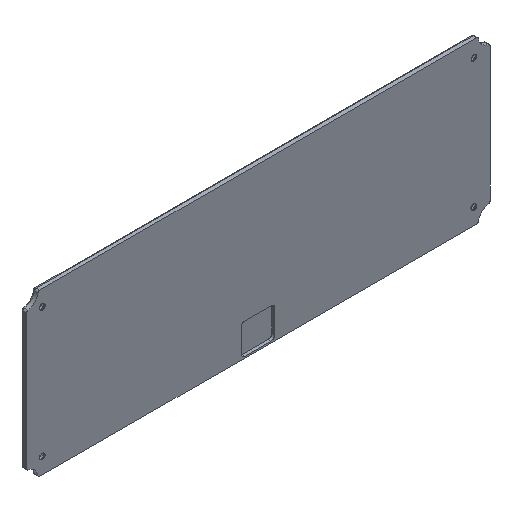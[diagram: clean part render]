
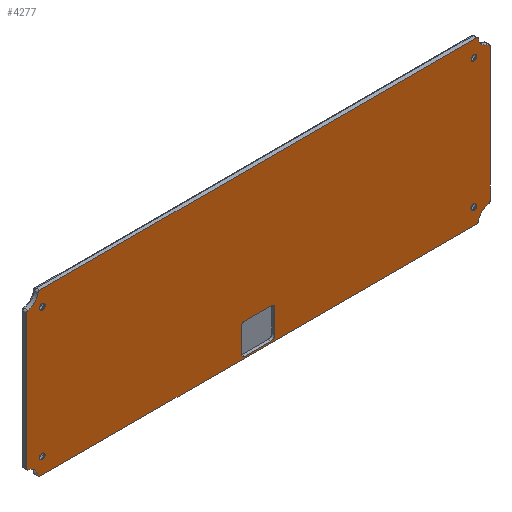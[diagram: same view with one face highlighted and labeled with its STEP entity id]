
A CAD part, isometric view. The second image highlights one B-rep face of the part: STEP entity #4277.
In plain terms, the highlighted planar face has unit normal (0, -1, 0).
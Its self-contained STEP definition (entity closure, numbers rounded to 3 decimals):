
#199=FACE_BOUND('',#744,.T.);
#200=FACE_BOUND('',#745,.T.);
#201=FACE_BOUND('',#746,.T.);
#202=FACE_BOUND('',#747,.T.);
#203=FACE_BOUND('',#748,.T.);
#244=CIRCLE('',#4462,1.);
#245=CIRCLE('',#4464,6.6);
#246=CIRCLE('',#4466,1.);
#247=CIRCLE('',#4469,1.);
#248=CIRCLE('',#4471,6.6);
#249=CIRCLE('',#4473,1.);
#250=CIRCLE('',#4476,1.);
#251=CIRCLE('',#4478,6.6);
#252=CIRCLE('',#4480,1.);
#253=CIRCLE('',#4482,1.);
#254=CIRCLE('',#4484,1.);
#255=CIRCLE('',#4486,1.5);
#257=CIRCLE('',#4489,1.5);
#259=CIRCLE('',#4492,1.5);
#261=CIRCLE('',#4495,1.5);
#263=CIRCLE('',#4502,6.6);
#264=CIRCLE('',#4503,2.);
#265=CIRCLE('',#4504,2.);
#266=CIRCLE('',#4505,2.);
#267=CIRCLE('',#4506,2.);
#351=PLANE('',#4501);
#496=FACE_OUTER_BOUND('',#743,.T.);
#743=EDGE_LOOP('',(#3338,#3339,#3340,#3341,#3342,#3343,#3344,#3345,#3346,
#3347,#3348,#3349,#3350,#3351,#3352,#3353));
#744=EDGE_LOOP('',(#3354));
#745=EDGE_LOOP('',(#3355));
#746=EDGE_LOOP('',(#3356));
#747=EDGE_LOOP('',(#3357));
#748=EDGE_LOOP('',(#3358,#3359,#3360,#3361,#3362,#3363,#3364,#3365));
#1026=LINE('',#6729,#1336);
#1031=LINE('',#6745,#1341);
#1047=LINE('',#6803,#1357);
#1048=LINE('',#6805,#1358);
#1049=LINE('',#6808,#1359);
#1050=LINE('',#6812,#1360);
#1051=LINE('',#6816,#1361);
#1052=LINE('',#6820,#1362);
#1336=VECTOR('',#4857,1000.);
#1341=VECTOR('',#4876,1000.);
#1357=VECTOR('',#4946,1000.);
#1358=VECTOR('',#4949,1000.);
#1359=VECTOR('',#4950,1000.);
#1360=VECTOR('',#4953,1000.);
#1361=VECTOR('',#4956,1000.);
#1362=VECTOR('',#4959,1000.);
#1828=VERTEX_POINT('',#6713);
#1829=VERTEX_POINT('',#6715);
#1830=VERTEX_POINT('',#6719);
#1831=VERTEX_POINT('',#6723);
#1832=VERTEX_POINT('',#6727);
#1833=VERTEX_POINT('',#6731);
#1834=VERTEX_POINT('',#6735);
#1835=VERTEX_POINT('',#6739);
#1836=VERTEX_POINT('',#6743);
#1837=VERTEX_POINT('',#6747);
#1838=VERTEX_POINT('',#6751);
#1839=VERTEX_POINT('',#6755);
#1840=VERTEX_POINT('',#6757);
#1841=VERTEX_POINT('',#6761);
#1842=VERTEX_POINT('',#6763);
#1843=VERTEX_POINT('',#6767);
#1844=VERTEX_POINT('',#6771);
#1846=VERTEX_POINT('',#6777);
#1848=VERTEX_POINT('',#6783);
#1850=VERTEX_POINT('',#6789);
#1852=VERTEX_POINT('',#6806);
#1853=VERTEX_POINT('',#6807);
#1854=VERTEX_POINT('',#6809);
#1855=VERTEX_POINT('',#6811);
#1856=VERTEX_POINT('',#6813);
#1857=VERTEX_POINT('',#6815);
#1858=VERTEX_POINT('',#6817);
#1859=VERTEX_POINT('',#6819);
#2346=EDGE_CURVE('',#1829,#1828,#244,.T.);
#2349=EDGE_CURVE('',#1830,#1828,#245,.T.);
#2351=EDGE_CURVE('',#1830,#1831,#246,.T.);
#2353=EDGE_CURVE('',#1831,#1832,#1026,.T.);
#2355=EDGE_CURVE('',#1832,#1833,#247,.T.);
#2357=EDGE_CURVE('',#1833,#1834,#248,.T.);
#2359=EDGE_CURVE('',#1834,#1835,#249,.T.);
#2361=EDGE_CURVE('',#1836,#1835,#1031,.T.);
#2363=EDGE_CURVE('',#1836,#1837,#250,.T.);
#2365=EDGE_CURVE('',#1838,#1837,#251,.T.);
#2367=EDGE_CURVE('',#1840,#1839,#252,.T.);
#2370=EDGE_CURVE('',#1842,#1841,#253,.T.);
#2373=EDGE_CURVE('',#1838,#1843,#254,.T.);
#2374=EDGE_CURVE('',#1844,#1844,#255,.T.);
#2377=EDGE_CURVE('',#1846,#1846,#257,.T.);
#2380=EDGE_CURVE('',#1848,#1848,#259,.T.);
#2383=EDGE_CURVE('',#1850,#1850,#261,.T.);
#2390=EDGE_CURVE('',#1842,#1843,#1047,.T.);
#2391=EDGE_CURVE('',#1841,#1840,#263,.T.);
#2392=EDGE_CURVE('',#1839,#1829,#1048,.T.);
#2393=EDGE_CURVE('',#1852,#1853,#1049,.T.);
#2394=EDGE_CURVE('',#1852,#1854,#264,.T.);
#2395=EDGE_CURVE('',#1855,#1854,#1050,.T.);
#2396=EDGE_CURVE('',#1855,#1856,#265,.T.);
#2397=EDGE_CURVE('',#1857,#1856,#1051,.T.);
#2398=EDGE_CURVE('',#1857,#1858,#266,.T.);
#2399=EDGE_CURVE('',#1859,#1858,#1052,.T.);
#2400=EDGE_CURVE('',#1859,#1853,#267,.T.);
#3338=ORIENTED_EDGE('',*,*,#2365,.F.);
#3339=ORIENTED_EDGE('',*,*,#2373,.T.);
#3340=ORIENTED_EDGE('',*,*,#2390,.F.);
#3341=ORIENTED_EDGE('',*,*,#2370,.T.);
#3342=ORIENTED_EDGE('',*,*,#2391,.T.);
#3343=ORIENTED_EDGE('',*,*,#2367,.T.);
#3344=ORIENTED_EDGE('',*,*,#2392,.T.);
#3345=ORIENTED_EDGE('',*,*,#2346,.T.);
#3346=ORIENTED_EDGE('',*,*,#2349,.F.);
#3347=ORIENTED_EDGE('',*,*,#2351,.T.);
#3348=ORIENTED_EDGE('',*,*,#2353,.T.);
#3349=ORIENTED_EDGE('',*,*,#2355,.T.);
#3350=ORIENTED_EDGE('',*,*,#2357,.T.);
#3351=ORIENTED_EDGE('',*,*,#2359,.T.);
#3352=ORIENTED_EDGE('',*,*,#2361,.F.);
#3353=ORIENTED_EDGE('',*,*,#2363,.T.);
#3354=ORIENTED_EDGE('',*,*,#2383,.T.);
#3355=ORIENTED_EDGE('',*,*,#2374,.T.);
#3356=ORIENTED_EDGE('',*,*,#2377,.T.);
#3357=ORIENTED_EDGE('',*,*,#2380,.T.);
#3358=ORIENTED_EDGE('',*,*,#2393,.F.);
#3359=ORIENTED_EDGE('',*,*,#2394,.T.);
#3360=ORIENTED_EDGE('',*,*,#2395,.F.);
#3361=ORIENTED_EDGE('',*,*,#2396,.T.);
#3362=ORIENTED_EDGE('',*,*,#2397,.F.);
#3363=ORIENTED_EDGE('',*,*,#2398,.T.);
#3364=ORIENTED_EDGE('',*,*,#2399,.F.);
#3365=ORIENTED_EDGE('',*,*,#2400,.T.);
#4277=ADVANCED_FACE('',(#496,#199,#200,#201,#202,#203),#351,.F.);
#4462=AXIS2_PLACEMENT_3D('',#6716,#4841,#4842);
#4464=AXIS2_PLACEMENT_3D('',#6721,#4847,#4848);
#4466=AXIS2_PLACEMENT_3D('',#6725,#4852,#4853);
#4469=AXIS2_PLACEMENT_3D('',#6733,#4861,#4862);
#4471=AXIS2_PLACEMENT_3D('',#6737,#4866,#4867);
#4473=AXIS2_PLACEMENT_3D('',#6741,#4871,#4872);
#4476=AXIS2_PLACEMENT_3D('',#6749,#4880,#4881);
#4478=AXIS2_PLACEMENT_3D('',#6753,#4885,#4886);
#4480=AXIS2_PLACEMENT_3D('',#6758,#4890,#4891);
#4482=AXIS2_PLACEMENT_3D('',#6764,#4896,#4897);
#4484=AXIS2_PLACEMENT_3D('',#6769,#4902,#4903);
#4486=AXIS2_PLACEMENT_3D('',#6772,#4906,#4907);
#4489=AXIS2_PLACEMENT_3D('',#6778,#4913,#4914);
#4492=AXIS2_PLACEMENT_3D('',#6784,#4920,#4921);
#4495=AXIS2_PLACEMENT_3D('',#6790,#4927,#4928);
#4501=AXIS2_PLACEMENT_3D('',#6802,#4944,#4945);
#4502=AXIS2_PLACEMENT_3D('',#6804,#4947,#4948);
#4503=AXIS2_PLACEMENT_3D('',#6810,#4951,#4952);
#4504=AXIS2_PLACEMENT_3D('',#6814,#4954,#4955);
#4505=AXIS2_PLACEMENT_3D('',#6818,#4957,#4958);
#4506=AXIS2_PLACEMENT_3D('',#6821,#4960,#4961);
#4841=DIRECTION('center_axis',(0.,-1.,0.));
#4842=DIRECTION('ref_axis',(0.,0.,1.));
#4847=DIRECTION('center_axis',(0.,-1.,0.));
#4848=DIRECTION('ref_axis',(0.,0.,1.));
#4852=DIRECTION('center_axis',(0.,-1.,0.));
#4853=DIRECTION('ref_axis',(0.,0.,1.));
#4857=DIRECTION('',(0.,0.,-1.));
#4861=DIRECTION('center_axis',(0.,-1.,0.));
#4862=DIRECTION('ref_axis',(0.,0.,1.));
#4866=DIRECTION('center_axis',(0.,1.,0.));
#4867=DIRECTION('ref_axis',(0.,0.,1.));
#4871=DIRECTION('center_axis',(0.,-1.,0.));
#4872=DIRECTION('ref_axis',(0.,0.,1.));
#4876=DIRECTION('',(-1.,0.,0.));
#4880=DIRECTION('center_axis',(0.,-1.,0.));
#4881=DIRECTION('ref_axis',(0.,0.,1.));
#4885=DIRECTION('center_axis',(0.,-1.,0.));
#4886=DIRECTION('ref_axis',(0.,0.,1.));
#4890=DIRECTION('center_axis',(0.,-1.,0.));
#4891=DIRECTION('ref_axis',(0.,0.,1.));
#4896=DIRECTION('center_axis',(0.,-1.,0.));
#4897=DIRECTION('ref_axis',(0.,0.,1.));
#4902=DIRECTION('center_axis',(0.,-1.,0.));
#4903=DIRECTION('ref_axis',(0.,0.,1.));
#4906=DIRECTION('center_axis',(0.,1.,0.));
#4907=DIRECTION('ref_axis',(0.,0.,-1.));
#4913=DIRECTION('center_axis',(0.,1.,0.));
#4914=DIRECTION('ref_axis',(0.,0.,1.));
#4920=DIRECTION('center_axis',(0.,1.,0.));
#4921=DIRECTION('ref_axis',(0.,0.,-1.));
#4927=DIRECTION('center_axis',(0.,1.,0.));
#4928=DIRECTION('ref_axis',(0.,0.,1.));
#4944=DIRECTION('center_axis',(0.,1.,0.));
#4945=DIRECTION('ref_axis',(0.,0.,1.));
#4946=DIRECTION('',(0.,0.,-1.));
#4947=DIRECTION('center_axis',(0.,1.,0.));
#4948=DIRECTION('ref_axis',(0.,0.,1.));
#4949=DIRECTION('',(-1.,0.,0.));
#4950=DIRECTION('',(1.,0.,0.));
#4951=DIRECTION('center_axis',(0.,1.,0.));
#4952=DIRECTION('ref_axis',(0.,0.,1.));
#4953=DIRECTION('',(0.,0.,-1.));
#4954=DIRECTION('center_axis',(0.,1.,0.));
#4955=DIRECTION('ref_axis',(0.,0.,1.));
#4956=DIRECTION('',(-1.,0.,0.));
#4957=DIRECTION('center_axis',(0.,1.,0.));
#4958=DIRECTION('ref_axis',(0.,0.,1.));
#4959=DIRECTION('',(0.,0.,1.));
#4960=DIRECTION('center_axis',(0.,1.,0.));
#4961=DIRECTION('ref_axis',(0.,0.,1.));
#6713=CARTESIAN_POINT('',(-122.209,0.,44.107));
#6715=CARTESIAN_POINT('',(-121.22,0.,44.962));
#6716=CARTESIAN_POINT('Origin',(-121.22,0.,43.962));
#6719=CARTESIAN_POINT('',(-127.784,0.,38.532));
#6721=CARTESIAN_POINT('Origin',(-128.74,0.,45.062));
#6723=CARTESIAN_POINT('',(-128.64,0.,37.542));
#6725=CARTESIAN_POINT('Origin',(-127.64,0.,37.542));
#6727=CARTESIAN_POINT('',(-128.64,0.,-37.181));
#6729=CARTESIAN_POINT('',(-128.64,0.,0.));
#6731=CARTESIAN_POINT('',(-127.784,0.,-38.17));
#6733=CARTESIAN_POINT('Origin',(-127.64,0.,-37.181));
#6735=CARTESIAN_POINT('',(-122.209,0.,-43.746));
#6737=CARTESIAN_POINT('Origin',(-128.74,0.,-44.701));
#6739=CARTESIAN_POINT('',(-121.22,0.,-44.601));
#6741=CARTESIAN_POINT('Origin',(-121.22,0.,-43.601));
#6743=CARTESIAN_POINT('',(121.232,0.,-44.601));
#6745=CARTESIAN_POINT('',(0.,0.,-44.601));
#6747=CARTESIAN_POINT('',(122.222,0.,-43.746));
#6749=CARTESIAN_POINT('Origin',(121.232,0.,-43.601));
#6751=CARTESIAN_POINT('',(127.797,0.,-38.17));
#6753=CARTESIAN_POINT('Origin',(128.752,0.,-44.701));
#6755=CARTESIAN_POINT('',(121.232,0.,44.962));
#6757=CARTESIAN_POINT('',(122.222,0.,44.107));
#6758=CARTESIAN_POINT('Origin',(121.232,0.,43.962));
#6761=CARTESIAN_POINT('',(127.797,0.,38.532));
#6763=CARTESIAN_POINT('',(128.652,0.,37.542));
#6764=CARTESIAN_POINT('Origin',(127.652,0.,37.542));
#6767=CARTESIAN_POINT('',(128.652,0.,-37.181));
#6769=CARTESIAN_POINT('Origin',(127.652,0.,-37.181));
#6771=CARTESIAN_POINT('',(119.752,0.,-37.201));
#6772=CARTESIAN_POINT('Origin',(119.752,0.,-35.701));
#6777=CARTESIAN_POINT('',(119.752,0.,34.562));
#6778=CARTESIAN_POINT('Origin',(119.752,0.,36.062));
#6783=CARTESIAN_POINT('',(-119.74,0.,34.562));
#6784=CARTESIAN_POINT('Origin',(-119.74,0.,36.062));
#6789=CARTESIAN_POINT('',(-119.74,0.,-37.201));
#6790=CARTESIAN_POINT('Origin',(-119.74,0.,-35.701));
#6802=CARTESIAN_POINT('Origin',(128.752,0.,-44.701));
#6803=CARTESIAN_POINT('',(128.652,0.,0.));
#6804=CARTESIAN_POINT('Origin',(128.752,0.,45.062));
#6805=CARTESIAN_POINT('',(0.,0.,44.962));
#6806=CARTESIAN_POINT('',(-7.244,0.,-43.701));
#6807=CARTESIAN_POINT('',(7.256,0.,-43.701));
#6808=CARTESIAN_POINT('',(9.256,0.,-43.701));
#6809=CARTESIAN_POINT('',(-9.244,0.,-41.701));
#6810=CARTESIAN_POINT('Origin',(-7.244,0.,-41.701));
#6811=CARTESIAN_POINT('',(-9.244,0.,-28.701));
#6812=CARTESIAN_POINT('',(-9.244,0.,-43.701));
#6813=CARTESIAN_POINT('',(-7.244,0.,-26.701));
#6814=CARTESIAN_POINT('Origin',(-7.244,0.,-28.701));
#6815=CARTESIAN_POINT('',(7.256,0.,-26.701));
#6816=CARTESIAN_POINT('',(-9.244,0.,-26.701));
#6817=CARTESIAN_POINT('',(9.256,0.,-28.701));
#6818=CARTESIAN_POINT('Origin',(7.256,0.,-28.701));
#6819=CARTESIAN_POINT('',(9.256,0.,-41.701));
#6820=CARTESIAN_POINT('',(9.256,0.,-43.701));
#6821=CARTESIAN_POINT('Origin',(7.256,0.,-41.701));
